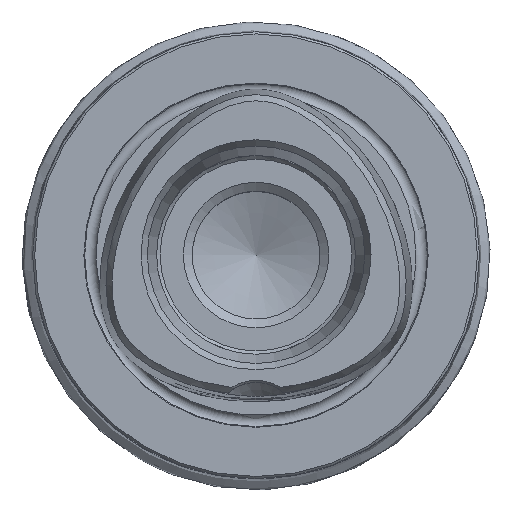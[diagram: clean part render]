
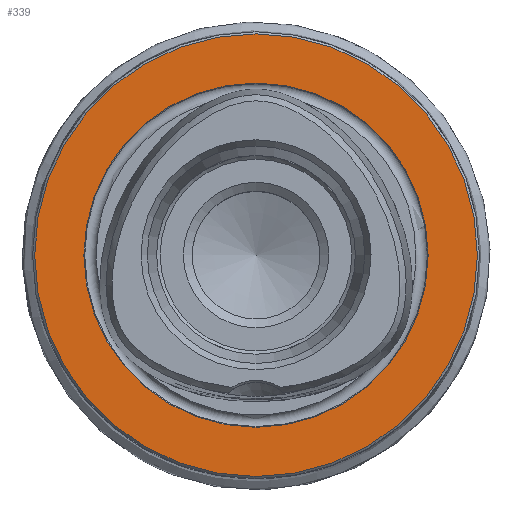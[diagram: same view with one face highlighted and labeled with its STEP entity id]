
A CAD part, top view. The second image highlights one B-rep face of the part: STEP entity #339.
In plain terms, the highlighted planar face has unit normal (0, 0, 1).
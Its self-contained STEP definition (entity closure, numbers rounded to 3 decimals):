
#252=PLANE('',#1337);
#339=ADVANCED_FACE('CU_E_LO_SU_1',(#451,#452),#252,.F.);
#451=FACE_BOUND('',#550,.T.);
#452=FACE_BOUND('',#551,.T.);
#550=EDGE_LOOP('',(#720));
#551=EDGE_LOOP('',(#721));
#720=ORIENTED_EDGE('',*,*,#1071,.F.);
#721=ORIENTED_EDGE('',*,*,#1070,.T.);
#960=VERTEX_POINT('',#8010);
#961=VERTEX_POINT('',#8013);
#1070=EDGE_CURVE('',#960,#960,#1153,.T.);
#1071=EDGE_CURVE('',#961,#961,#1154,.T.);
#1153=CIRCLE('',#1334,31.2);
#1154=CIRCLE('',#1336,24.264);
#1334=AXIS2_PLACEMENT_3D('',#8009,#1543,#1544);
#1336=AXIS2_PLACEMENT_3D('',#8012,#1547,#1548);
#1337=AXIS2_PLACEMENT_3D('',#8014,#1549,#1550);
#1543=DIRECTION('',(0.,0.,1.));
#1544=DIRECTION('',(1.,0.,0.));
#1547=DIRECTION('',(0.,0.,1.));
#1548=DIRECTION('',(1.,0.,0.));
#1549=DIRECTION('',(0.,0.,-1.));
#1550=DIRECTION('',(-1.,0.,0.));
#8009=CARTESIAN_POINT('',(0.,0.,0.));
#8010=CARTESIAN_POINT('',(31.2,0.,0.));
#8012=CARTESIAN_POINT('',(0.,0.,0.));
#8013=CARTESIAN_POINT('',(24.264,0.,0.));
#8014=CARTESIAN_POINT('',(0.,-31.2,0.));
